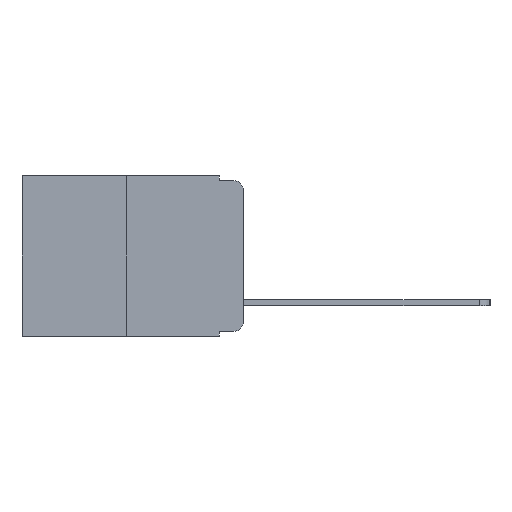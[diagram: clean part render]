
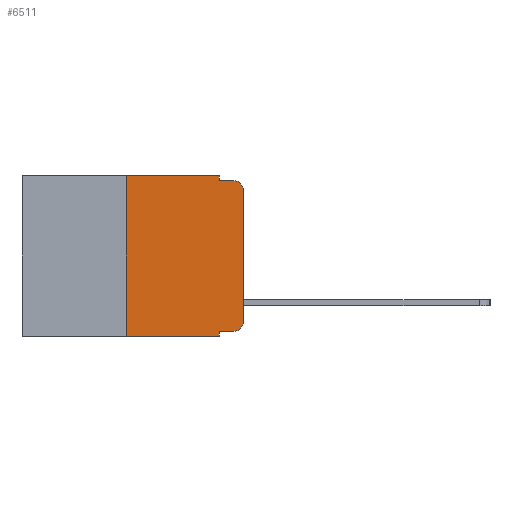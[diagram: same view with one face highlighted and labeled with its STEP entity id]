
A CAD part, left-side view. The second image highlights one B-rep face of the part: STEP entity #6511.
In plain terms, the highlighted planar face has unit normal (-1, 0, 0).
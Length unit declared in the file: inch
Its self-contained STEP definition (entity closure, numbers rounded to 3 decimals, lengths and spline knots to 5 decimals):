
#46 = DIRECTION ( 'NONE',  ( 0., -1., 0. ) ) ;
#185 = FACE_OUTER_BOUND ( 'NONE', #4990, .T. ) ;
#260 = CARTESIAN_POINT ( 'NONE',  ( 0., 0.02, -0.313 ) ) ;
#355 = CARTESIAN_POINT ( 'NONE',  ( 0., 0.02, -0.01 ) ) ;
#369 = VERTEX_POINT ( 'NONE', #9346 ) ;
#493 = VERTEX_POINT ( 'NONE', #12015 ) ;
#532 = VECTOR ( 'NONE', #3351, 39.37008 ) ;
#736 = LINE ( 'NONE', #7838, #3300 ) ;
#907 = VECTOR ( 'NONE', #12229, 39.37008 ) ;
#949 = VERTEX_POINT ( 'NONE', #5303 ) ;
#976 = EDGE_CURVE ( 'NONE', #6846, #949, #8740, .T. ) ;
#1074 = VECTOR ( 'NONE', #5715, 39.37008 ) ;
#1185 = LINE ( 'NONE', #3282, #8566 ) ;
#1256 = DIRECTION ( 'NONE',  ( 0., 0., -1. ) ) ;
#1287 = CARTESIAN_POINT ( 'NONE',  ( 0., 0.051, -0.333 ) ) ;
#2308 = VECTOR ( 'NONE', #6932, 39.37008 ) ;
#2420 = VERTEX_POINT ( 'NONE', #9841 ) ;
#2584 = ORIENTED_EDGE ( 'NONE', *, *, #6657, .F. ) ;
#2684 = DIRECTION ( 'NONE',  ( 0., 0., -1. ) ) ;
#2795 = CIRCLE ( 'NONE', #4693, 0.02 ) ;
#3097 = LINE ( 'NONE', #7174, #532 ) ;
#3215 = VECTOR ( 'NONE', #46, 39.37008 ) ;
#3282 = CARTESIAN_POINT ( 'NONE',  ( 0., 0.473, 0. ) ) ;
#3300 = VECTOR ( 'NONE', #5934, 39.37008 ) ;
#3351 = DIRECTION ( 'NONE',  ( 0., -1., 0. ) ) ;
#4178 = CARTESIAN_POINT ( 'NONE',  ( 0., 0.02, -0.03 ) ) ;
#4185 = CARTESIAN_POINT ( 'NONE',  ( 0., 0.051, -0.01 ) ) ;
#4195 = EDGE_CURVE ( 'NONE', #6846, #369, #3097, .T. ) ;
#4221 = CARTESIAN_POINT ( 'NONE',  ( 0., 0., -0.03 ) ) ;
#4253 = DIRECTION ( 'NONE',  ( 0., -1., 0. ) ) ;
#4308 = ORIENTED_EDGE ( 'NONE', *, *, #9874, .F. ) ;
#4567 = LINE ( 'NONE', #11688, #2308 ) ;
#4693 = AXIS2_PLACEMENT_3D ( 'NONE', #4178, #10898, #5148 ) ;
#4756 = EDGE_CURVE ( 'NONE', #12061, #5346, #2795, .T. ) ;
#4990 = EDGE_LOOP ( 'NONE', ( #11136, #6499, #2584, #6964, #8675, #4308, #11655, #9839, #6364, #6135 ) ) ;
#5148 = DIRECTION ( 'NONE',  ( 0., 0., -1. ) ) ;
#5303 = CARTESIAN_POINT ( 'NONE',  ( 0., 0.051, -0.343 ) ) ;
#5346 = VERTEX_POINT ( 'NONE', #355 ) ;
#5438 = CIRCLE ( 'NONE', #11700, 0.02 ) ;
#5446 = EDGE_CURVE ( 'NONE', #6957, #9384, #7769, .T. ) ;
#5715 = DIRECTION ( 'NONE',  ( 0., 0., -1. ) ) ;
#5833 = CARTESIAN_POINT ( 'NONE',  ( 0., 0.051, -0.01 ) ) ;
#5934 = DIRECTION ( 'NONE',  ( 0., 0., 1. ) ) ;
#6014 = LINE ( 'NONE', #9361, #907 ) ;
#6135 = ORIENTED_EDGE ( 'NONE', *, *, #8065, .T. ) ;
#6308 = CARTESIAN_POINT ( 'NONE',  ( 0., 0.051, 0. ) ) ;
#6364 = ORIENTED_EDGE ( 'NONE', *, *, #4195, .T. ) ;
#6499 = ORIENTED_EDGE ( 'NONE', *, *, #4756, .T. ) ;
#6511 = ADVANCED_FACE ( 'NONE', ( #185 ), #11286, .F. ) ;
#6518 = CARTESIAN_POINT ( 'NONE',  ( 0., 0.473, 0. ) ) ;
#6657 = EDGE_CURVE ( 'NONE', #9384, #5346, #8344, .T. ) ;
#6757 = EDGE_CURVE ( 'NONE', #493, #12061, #4567, .T. ) ;
#6846 = VERTEX_POINT ( 'NONE', #1287 ) ;
#6932 = DIRECTION ( 'NONE',  ( 0., 0., 1. ) ) ;
#6957 = VERTEX_POINT ( 'NONE', #8184 ) ;
#6964 = ORIENTED_EDGE ( 'NONE', *, *, #5446, .F. ) ;
#7021 = DIRECTION ( 'NONE',  ( -1., 0., 0. ) ) ;
#7174 = CARTESIAN_POINT ( 'NONE',  ( 0., 0.051, -0.333 ) ) ;
#7689 = CARTESIAN_POINT ( 'NONE',  ( 0., 0.051, 0. ) ) ;
#7769 = LINE ( 'NONE', #6308, #10020 ) ;
#7838 = CARTESIAN_POINT ( 'NONE',  ( 0., 0.25, 0. ) ) ;
#8065 = EDGE_CURVE ( 'NONE', #369, #493, #5438, .T. ) ;
#8184 = CARTESIAN_POINT ( 'NONE',  ( 0., 0.051, 0. ) ) ;
#8239 = DIRECTION ( 'NONE',  ( 0., 0., -1. ) ) ;
#8344 = LINE ( 'NONE', #5833, #3215 ) ;
#8419 = AXIS2_PLACEMENT_3D ( 'NONE', #6518, #8455, #2684 ) ;
#8455 = DIRECTION ( 'NONE',  ( 1., 0., 0. ) ) ;
#8566 = VECTOR ( 'NONE', #4253, 39.37008 ) ;
#8675 = ORIENTED_EDGE ( 'NONE', *, *, #10070, .F. ) ;
#8740 = LINE ( 'NONE', #7689, #1074 ) ;
#8868 = VERTEX_POINT ( 'NONE', #12113 ) ;
#9346 = CARTESIAN_POINT ( 'NONE',  ( 0., 0.02, -0.333 ) ) ;
#9361 = CARTESIAN_POINT ( 'NONE',  ( 0., 0.473, -0.343 ) ) ;
#9384 = VERTEX_POINT ( 'NONE', #4185 ) ;
#9639 = EDGE_CURVE ( 'NONE', #2420, #949, #6014, .T. ) ;
#9839 = ORIENTED_EDGE ( 'NONE', *, *, #976, .F. ) ;
#9841 = CARTESIAN_POINT ( 'NONE',  ( 0., 0.25, -0.343 ) ) ;
#9874 = EDGE_CURVE ( 'NONE', #2420, #8868, #736, .T. ) ;
#10020 = VECTOR ( 'NONE', #8239, 39.37008 ) ;
#10070 = EDGE_CURVE ( 'NONE', #8868, #6957, #1185, .T. ) ;
#10898 = DIRECTION ( 'NONE',  ( -1., 0., 0. ) ) ;
#11136 = ORIENTED_EDGE ( 'NONE', *, *, #6757, .T. ) ;
#11286 = PLANE ( 'NONE',  #8419 ) ;
#11655 = ORIENTED_EDGE ( 'NONE', *, *, #9639, .T. ) ;
#11688 = CARTESIAN_POINT ( 'NONE',  ( 0., 0., 0. ) ) ;
#11700 = AXIS2_PLACEMENT_3D ( 'NONE', #260, #7021, #1256 ) ;
#12015 = CARTESIAN_POINT ( 'NONE',  ( 0., 0., -0.313 ) ) ;
#12061 = VERTEX_POINT ( 'NONE', #4221 ) ;
#12113 = CARTESIAN_POINT ( 'NONE',  ( 0., 0.25, 0. ) ) ;
#12229 = DIRECTION ( 'NONE',  ( 0., -1., 0. ) ) ;
